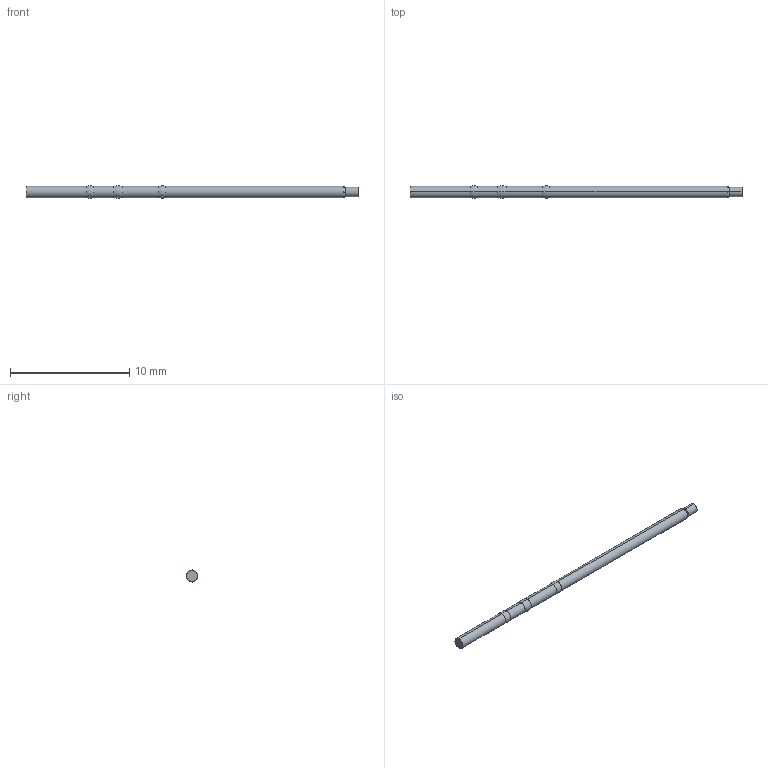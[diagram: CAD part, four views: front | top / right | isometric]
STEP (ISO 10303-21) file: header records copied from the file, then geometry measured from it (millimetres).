
FILE_DESCRIPTION (( 'STEP AP214' ), '1' );
FILE_NAME ('050-STB255N-_.STEP', '2013-06-27T14:23:48', ( 'spare' ), ( '' ), 'SwSTEP 2.0', 'SolidWorks 2012', '' );
FILE_SCHEMA (( 'AUTOMOTIVE_DESIGN' ));
Length unit declared in the file: inch
Products named in the file (1): 050-STB255N-_
Bounding box: 27.81 x 1.01 x 1.02 mm (x, y, z)
Volume: 19.7 mm3; surface area: 84.3 mm2
Topology: 1 solids, 1 shells, 24 faces, 46 edges, 24 vertices
Faces by surface type: cylinder 10, torus 10, plane 2, cone 2
Entity records: 644 total; most frequent: DIRECTION 130, CARTESIAN_POINT 95, ORIENTED_EDGE 92, AXIS2_PLACEMENT_3D 59, EDGE_CURVE 46, CIRCLE 34, VERTEX_POINT 24, EDGE_LOOP 24
